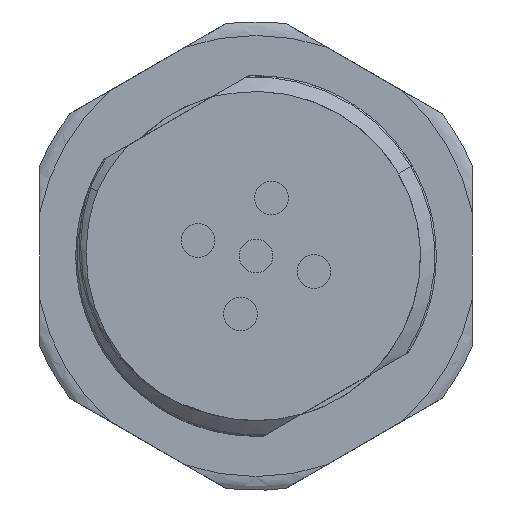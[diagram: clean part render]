
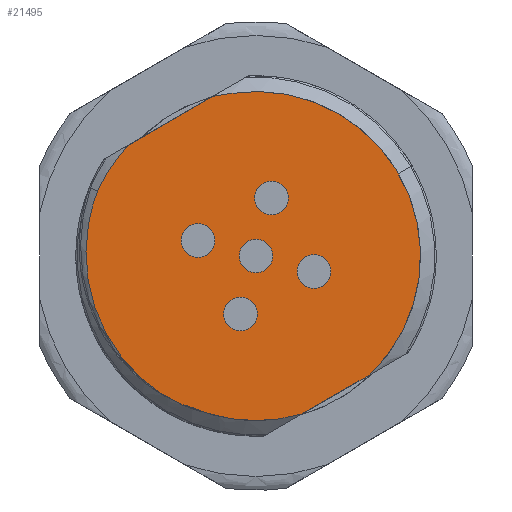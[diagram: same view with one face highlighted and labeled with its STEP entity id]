
A CAD part, front view. The second image highlights one B-rep face of the part: STEP entity #21495.
In plain terms, the highlighted planar face has unit normal (0, -1, 0).
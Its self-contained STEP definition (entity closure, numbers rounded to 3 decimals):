
#8394=CARTESIAN_POINT('',(0.,-8.,0.));
#8395=DIRECTION('',(0.,-1.,0.));
#8396=DIRECTION('',(0.693,0.,-0.721));
#8397=AXIS2_PLACEMENT_3D('',#8394,#8395,#8396);
#8399=CARTESIAN_POINT('',(-1.042,-8.,6.77));
#8434=DIRECTION('',(0.866,0.,0.5));
#8435=VECTOR('',#8434,4.069);
#8436=CARTESIAN_POINT('',(-5.322,-8.,4.606));
#8437=LINE('',#8436,#8435);
#8438=DIRECTION('',(-0.866,0.,-0.5));
#8439=VECTOR('',#8438,3.286);
#8440=CARTESIAN_POINT('',(4.748,-8.,-4.937));
#8441=LINE('',#8440,#8439);
#8442=CARTESIAN_POINT('',(2.415,-8.,-0.647));
#8443=DIRECTION('',(0.,-1.,0.));
#8444=DIRECTION('',(-0.5,0.,0.866));
#8445=AXIS2_PLACEMENT_3D('',#8442,#8443,#8444);
#8447=CARTESIAN_POINT('',(2.415,-8.,-0.647));
#8448=DIRECTION('',(0.,-1.,0.));
#8449=DIRECTION('',(0.5,0.,-0.866));
#8450=AXIS2_PLACEMENT_3D('',#8447,#8448,#8449);
#8452=CARTESIAN_POINT('',(-0.647,-8.,-2.415));
#8453=DIRECTION('',(0.,-1.,0.));
#8454=DIRECTION('',(-0.5,0.,0.866));
#8455=AXIS2_PLACEMENT_3D('',#8452,#8453,#8454);
#8457=CARTESIAN_POINT('',(-0.647,-8.,-2.415));
#8458=DIRECTION('',(0.,-1.,0.));
#8459=DIRECTION('',(0.5,0.,-0.866));
#8460=AXIS2_PLACEMENT_3D('',#8457,#8458,#8459);
#8462=CARTESIAN_POINT('',(-2.415,-8.,0.647));
#8463=DIRECTION('',(0.,-1.,0.));
#8464=DIRECTION('',(-0.5,0.,0.866));
#8465=AXIS2_PLACEMENT_3D('',#8462,#8463,#8464);
#8467=CARTESIAN_POINT('',(-2.415,-8.,0.647));
#8468=DIRECTION('',(0.,-1.,0.));
#8469=DIRECTION('',(0.5,0.,-0.866));
#8470=AXIS2_PLACEMENT_3D('',#8467,#8468,#8469);
#8472=CARTESIAN_POINT('',(0.647,-8.,2.415));
#8473=DIRECTION('',(0.,-1.,0.));
#8474=DIRECTION('',(-0.5,0.,0.866));
#8475=AXIS2_PLACEMENT_3D('',#8472,#8473,#8474);
#8477=CARTESIAN_POINT('',(0.647,-8.,2.415));
#8478=DIRECTION('',(0.,-1.,0.));
#8479=DIRECTION('',(0.5,0.,-0.866));
#8480=AXIS2_PLACEMENT_3D('',#8477,#8478,#8479);
#8482=CARTESIAN_POINT('',(0.,-8.,0.));
#8483=DIRECTION('',(0.,-1.,0.));
#8484=DIRECTION('',(-0.5,0.,0.866));
#8485=AXIS2_PLACEMENT_3D('',#8482,#8483,#8484);
#8487=CARTESIAN_POINT('',(0.,-8.,0.));
#8488=DIRECTION('',(0.,-1.,0.));
#8489=DIRECTION('',(0.5,0.,-0.866));
#8490=AXIS2_PLACEMENT_3D('',#8487,#8488,#8489);
#8503=CARTESIAN_POINT('',(-1.798,-8.,6.641));
#8504=CARTESIAN_POINT('',(-1.715,-8.,6.66));
#8505=CARTESIAN_POINT('',(-1.548,-8.,6.695));
#8506=CARTESIAN_POINT('',(-1.296,-8.,6.738));
#8507=CARTESIAN_POINT('',(-1.127,-8.,6.761));
#8508=CARTESIAN_POINT('',(-1.042,-8.,6.77));
#8643=CARTESIAN_POINT('',(0.,-8.,0.));
#8644=DIRECTION('',(0.,-1.,0.));
#8645=DIRECTION('',(-0.285,0.,-0.958));
#8646=AXIS2_PLACEMENT_3D('',#8643,#8644,#8645);
#8768=CARTESIAN_POINT('',(-6.59,-8.,2.708));
#8769=CARTESIAN_POINT('',(-6.51,-8.,2.883));
#8770=CARTESIAN_POINT('',(-6.338,-8.,3.225));
#8771=CARTESIAN_POINT('',(-6.038,-8.,3.715));
#8772=CARTESIAN_POINT('',(-5.7,-8.,4.178));
#8773=CARTESIAN_POINT('',(-5.452,-8.,4.467));
#8774=CARTESIAN_POINT('',(-5.322,-8.,4.606));
#8776=CARTESIAN_POINT('',(-4.802,-8.,-5.065));
#8777=CARTESIAN_POINT('',(-4.961,-8.,-4.919));
#8778=CARTESIAN_POINT('',(-5.266,-8.,-4.613));
#8779=CARTESIAN_POINT('',(-5.679,-8.,-4.113));
#8780=CARTESIAN_POINT('',(-6.045,-8.,-3.576));
#8781=CARTESIAN_POINT('',(-6.359,-8.,-3.006));
#8782=CARTESIAN_POINT('',(-6.621,-8.,-2.41));
#8783=CARTESIAN_POINT('',(-6.826,-8.,-1.791));
#8784=CARTESIAN_POINT('',(-6.973,-8.,-1.155));
#8785=CARTESIAN_POINT('',(-7.061,-8.,-0.507));
#8786=CARTESIAN_POINT('',(-7.089,-8.,0.147));
#8787=CARTESIAN_POINT('',(-7.056,-8.,0.801));
#8788=CARTESIAN_POINT('',(-6.963,-8.,1.45));
#8789=CARTESIAN_POINT('',(-6.811,-8.,2.089));
#8790=CARTESIAN_POINT('',(-6.67,-8.,2.504));
#8791=CARTESIAN_POINT('',(-6.59,-8.,2.708));
#8797=CARTESIAN_POINT('',(-1.954,-8.,-6.565));
#8798=CARTESIAN_POINT('',(-2.132,-8.,-6.523));
#8799=CARTESIAN_POINT('',(-2.484,-8.,-6.423));
#8800=CARTESIAN_POINT('',(-3.,-8.,-6.228));
#8801=CARTESIAN_POINT('',(-3.496,-8.,-5.991));
#8802=CARTESIAN_POINT('',(-3.969,-8.,-5.715));
#8803=CARTESIAN_POINT('',(-4.412,-8.,-5.402));
#8804=CARTESIAN_POINT('',(-4.676,-8.,-5.18));
#8805=CARTESIAN_POINT('',(-4.802,-8.,-5.065));
#9620=CARTESIAN_POINT('',(-5.322,-8.,4.606));
#9621=CARTESIAN_POINT('',(-1.798,-8.,6.641));
#9622=VERTEX_POINT('',#9620);
#9623=VERTEX_POINT('',#9621);
#9624=CARTESIAN_POINT('',(4.748,-8.,-4.937));
#9625=CARTESIAN_POINT('',(1.902,-8.,-6.581));
#9626=VERTEX_POINT('',#9624);
#9627=VERTEX_POINT('',#9625);
#9721=VERTEX_POINT('',#8399);
#9731=VERTEX_POINT('',#8768);
#9763=VERTEX_POINT('',#8776);
#9764=VERTEX_POINT('',#8797);
#10682=CARTESIAN_POINT('',(2.065,-8.,-0.041));
#10683=CARTESIAN_POINT('',(2.765,-8.,-1.253));
#10684=VERTEX_POINT('',#10682);
#10685=VERTEX_POINT('',#10683);
#10770=CARTESIAN_POINT('',(-0.997,-8.,-1.809));
#10771=CARTESIAN_POINT('',(-0.297,-8.,-3.021));
#10772=VERTEX_POINT('',#10770);
#10773=VERTEX_POINT('',#10771);
#10858=CARTESIAN_POINT('',(-2.765,-8.,1.253));
#10859=CARTESIAN_POINT('',(-2.065,-8.,0.041));
#10860=VERTEX_POINT('',#10858);
#10861=VERTEX_POINT('',#10859);
#10946=CARTESIAN_POINT('',(0.297,-8.,3.021));
#10947=CARTESIAN_POINT('',(0.997,-8.,1.809));
#10948=VERTEX_POINT('',#10946);
#10949=VERTEX_POINT('',#10947);
#11034=CARTESIAN_POINT('',(-0.35,-8.,0.606));
#11035=CARTESIAN_POINT('',(0.35,-8.,-0.606));
#11036=VERTEX_POINT('',#11034);
#11037=VERTEX_POINT('',#11035);
#21445=CARTESIAN_POINT('',(0.,-8.,0.));
#21446=DIRECTION('',(0.,-1.,0.));
#21447=DIRECTION('',(0.866,0.,0.5));
#21448=AXIS2_PLACEMENT_3D('',#21445,#21446,#21447);
#21449=PLANE('',#21448);
#21450=ORIENTED_EDGE('',*,*,#19668,.T.);
#21452=ORIENTED_EDGE('',*,*,#21451,.T.);
#21453=ORIENTED_EDGE('',*,*,#21437,.F.);
#21454=ORIENTED_EDGE('',*,*,#20089,.T.);
#21456=ORIENTED_EDGE('',*,*,#21455,.F.);
#21458=ORIENTED_EDGE('',*,*,#21457,.T.);
#21460=ORIENTED_EDGE('',*,*,#21459,.T.);
#21462=ORIENTED_EDGE('',*,*,#21461,.T.);
#21463=EDGE_LOOP('',(#21450,#21452,#21453,#21454,#21456,#21458,#21460,#21462));
#21464=FACE_OUTER_BOUND('',#21463,.F.);
#21466=ORIENTED_EDGE('',*,*,#21465,.T.);
#21468=ORIENTED_EDGE('',*,*,#21467,.T.);
#21469=EDGE_LOOP('',(#21466,#21468));
#21470=FACE_BOUND('',#21469,.F.);
#21472=ORIENTED_EDGE('',*,*,#21471,.T.);
#21474=ORIENTED_EDGE('',*,*,#21473,.T.);
#21475=EDGE_LOOP('',(#21472,#21474));
#21476=FACE_BOUND('',#21475,.F.);
#21478=ORIENTED_EDGE('',*,*,#21477,.T.);
#21480=ORIENTED_EDGE('',*,*,#21479,.T.);
#21481=EDGE_LOOP('',(#21478,#21480));
#21482=FACE_BOUND('',#21481,.F.);
#21484=ORIENTED_EDGE('',*,*,#21483,.T.);
#21486=ORIENTED_EDGE('',*,*,#21485,.T.);
#21487=EDGE_LOOP('',(#21484,#21486));
#21488=FACE_BOUND('',#21487,.F.);
#21490=ORIENTED_EDGE('',*,*,#21489,.T.);
#21492=ORIENTED_EDGE('',*,*,#21491,.T.);
#21493=EDGE_LOOP('',(#21490,#21492));
#21494=FACE_BOUND('',#21493,.F.);
#8398=CIRCLE('',#8397,6.85);
#8446=CIRCLE('',#8445,0.7);
#8451=CIRCLE('',#8450,0.7);
#8456=CIRCLE('',#8455,0.7);
#8461=CIRCLE('',#8460,0.7);
#8466=CIRCLE('',#8465,0.7);
#8471=CIRCLE('',#8470,0.7);
#8476=CIRCLE('',#8475,0.7);
#8481=CIRCLE('',#8480,0.7);
#8486=CIRCLE('',#8485,0.7);
#8491=CIRCLE('',#8490,0.7);
#8509=B_SPLINE_CURVE_WITH_KNOTS('',3,(#8503,#8504,#8505,#8506,#8507,#8508),
.UNSPECIFIED.,.F.,.F.,(4,1,1,4),(0.,0.333,0.667,1.),
.UNSPECIFIED.);
#8647=CIRCLE('',#8646,6.85);
#8775=B_SPLINE_CURVE_WITH_KNOTS('',3,(#8768,#8769,#8770,#8771,#8772,#8773,
#8774),.UNSPECIFIED.,.F.,.F.,(4,1,1,1,4),(0.,0.25,0.5,0.75,1.),
.UNSPECIFIED.);
#8792=B_SPLINE_CURVE_WITH_KNOTS('',3,(#8776,#8777,#8778,#8779,#8780,#8781,#8782,
#8783,#8784,#8785,#8786,#8787,#8788,#8789,#8790,#8791),.UNSPECIFIED.,.F.,.F.,(4,
1,1,1,1,1,1,1,1,1,1,1,1,4),(0.,0.077,0.154,
0.231,0.308,0.385,0.462,
0.538,0.615,0.692,0.769,
0.846,0.923,1.),.UNSPECIFIED.);
#8806=B_SPLINE_CURVE_WITH_KNOTS('',3,(#8797,#8798,#8799,#8800,#8801,#8802,#8803,
#8804,#8805),.UNSPECIFIED.,.F.,.F.,(4,1,1,1,1,1,4),(0.,0.167,
0.333,0.5,0.667,0.833,1.),
.UNSPECIFIED.);
#19668=EDGE_CURVE('',#9622,#9623,#8437,.T.);
#20089=EDGE_CURVE('',#9626,#9627,#8441,.T.);
#21437=EDGE_CURVE('',#9626,#9721,#8398,.T.);
#21451=EDGE_CURVE('',#9623,#9721,#8509,.T.);
#21455=EDGE_CURVE('',#9764,#9627,#8647,.T.);
#21457=EDGE_CURVE('',#9764,#9763,#8806,.T.);
#21459=EDGE_CURVE('',#9763,#9731,#8792,.T.);
#21461=EDGE_CURVE('',#9731,#9622,#8775,.T.);
#21465=EDGE_CURVE('',#10684,#10685,#8446,.T.);
#21467=EDGE_CURVE('',#10685,#10684,#8451,.T.);
#21471=EDGE_CURVE('',#10772,#10773,#8456,.T.);
#21473=EDGE_CURVE('',#10773,#10772,#8461,.T.);
#21477=EDGE_CURVE('',#10860,#10861,#8466,.T.);
#21479=EDGE_CURVE('',#10861,#10860,#8471,.T.);
#21483=EDGE_CURVE('',#10948,#10949,#8476,.T.);
#21485=EDGE_CURVE('',#10949,#10948,#8481,.T.);
#21489=EDGE_CURVE('',#11036,#11037,#8486,.T.);
#21491=EDGE_CURVE('',#11037,#11036,#8491,.T.);
#21495=ADVANCED_FACE('',(#21464,#21470,#21476,#21482,#21488,#21494),#21449,.T.);
